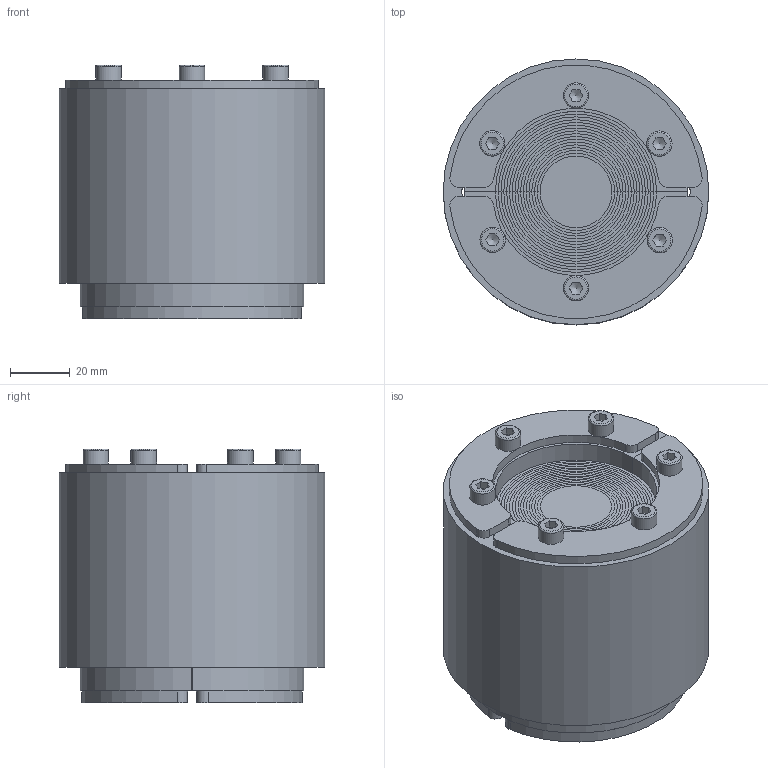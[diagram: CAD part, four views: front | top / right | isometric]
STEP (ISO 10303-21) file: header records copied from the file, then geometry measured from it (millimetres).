
FILE_DESCRIPTION((''),'2;1');
FILE_NAME('RS75WEX.stp','2014-03-15T21:59:12',('se-milkar'),(''),'Autodesk Inventor 2013','Autodesk Inventor 2013','');
FILE_SCHEMA(('AUTOMOTIVE_DESIGN { 1 2 10303 214 0 1 1 1 }'));
Length unit declared in the file: millimetre
Products named in the file (9): RS75WEX; SLRS75; RS75; 100-004995; RUBBER FRAME RS75 EX; 100-004887; ISO 4762 M5 x 50; FRONT FITTING RS75 EX; REAR FITTING RS75 EX
Assembly tree (17 placements, depth 3):
  RS75WEX
    SLRS75
    RS75
      100-004995
      RUBBER FRAME RS75 EX  x2
      100-004887  x2
      ISO 4762 M5 x 50  x6
      FRONT FITTING RS75 EX  x2
      REAR FITTING RS75 EX  x2
Bounding box: 89 x 89 x 85 mm (x, y, z)
Volume: 413476.9 mm3; surface area: 347718.6 mm2
Topology: 46 solids, 46 shells, 359 faces, 760 edges, 499 vertices
Faces by surface type: plane 210, cylinder 125, torus 12, cone 12
Full cylindrical faces by diameter (mm): 4 x6, 4.8 x6, 5 x10, 5.2 x2, 8.5 x6, 24 x1, 76.5 x1, 89 x1
Entity records: 4583 total; most frequent: DIRECTION 776, CARTESIAN_POINT 703, ORIENTED_EDGE 602, AXIS2_PLACEMENT_3D 302, EDGE_CURVE 301, VERTEX_POINT 211, EDGE_LOOP 192, VECTOR 172
